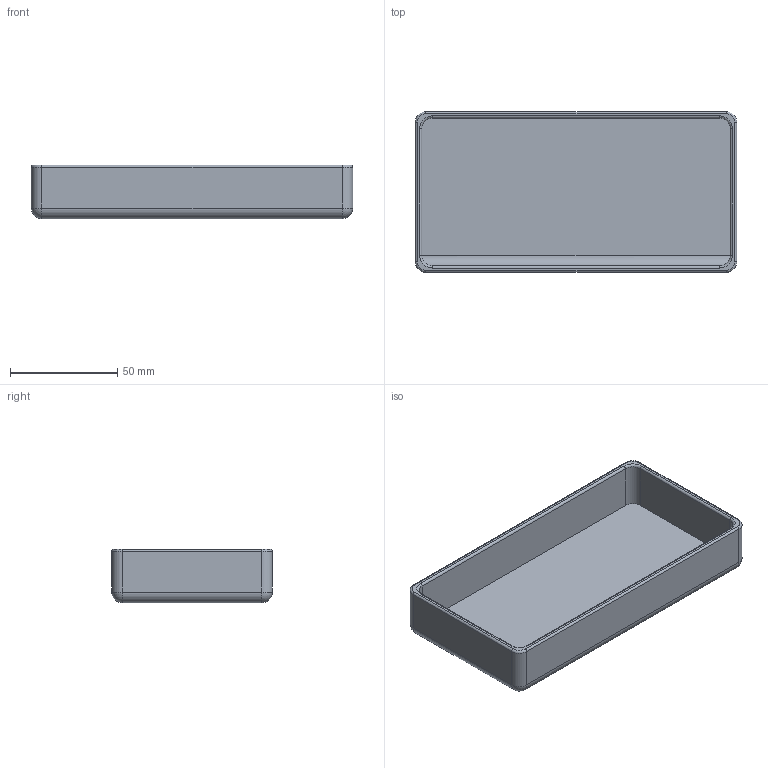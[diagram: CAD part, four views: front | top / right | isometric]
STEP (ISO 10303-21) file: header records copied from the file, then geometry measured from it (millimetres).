
FILE_DESCRIPTION(/* description */ ('Unknown'),/* implementation_level */ '2;1');
FILE_NAME(/* name */ 'Box',/* time_stamp */ '2023-08-10T14:40:44+02:00',/* author */ ('Unknown'),/* organization */ ('Unknown'),/* preprocessor_version */ 'ST-DEVELOPER v18.1',/* originating_system */ 'Solid Edge',/* authorisation */ 'Unknown');
FILE_SCHEMA (('AUTOMOTIVE_DESIGN {1 0 10303 214 3 1 1}'));
Length unit declared in the file: millimetre
Products named in the file (1): Box
Bounding box: 150 x 75 x 25 mm (x, y, z)
Volume: 60827.3 mm3; surface area: 41043.2 mm2
Topology: 1 solids, 1 shells, 44 faces, 97 edges, 52 vertices
Faces by surface type: cylinder 21, plane 11, torus 8, sphere 4
Entity records: 1195 total; most frequent: DIRECTION 231, CARTESIAN_POINT 190, ORIENTED_EDGE 186, EDGE_CURVE 93, AXIS2_PLACEMENT_3D 93, VERTEX_POINT 52, CIRCLE 46, LINE 45
